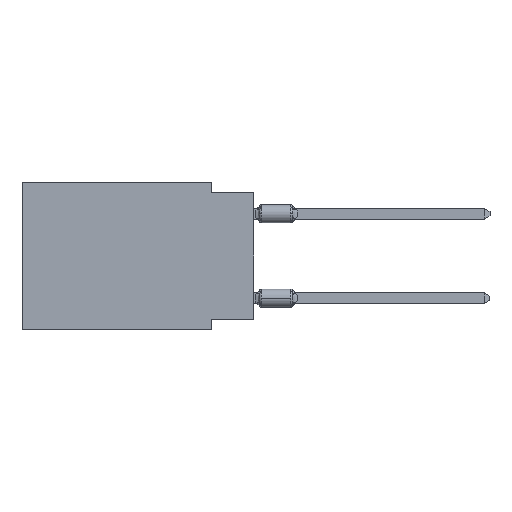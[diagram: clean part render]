
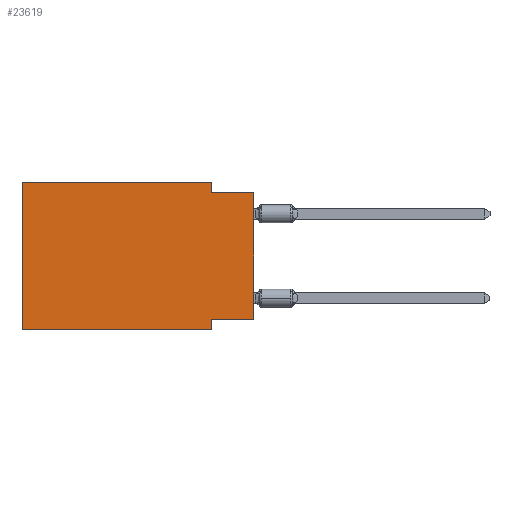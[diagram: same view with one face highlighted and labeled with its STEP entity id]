
A CAD part, left-side view. The second image highlights one B-rep face of the part: STEP entity #23619.
In plain terms, the highlighted planar face has unit normal (-1, 0, 0).
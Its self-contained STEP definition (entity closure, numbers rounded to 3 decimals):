
#525 = CARTESIAN_POINT ( 'NONE',  ( 0., 0., 0. ) ) ;
#540 = ORIENTED_EDGE ( 'NONE', *, *, #1764, .F. ) ;
#974 = ORIENTED_EDGE ( 'NONE', *, *, #7123, .T. ) ;
#1764 = EDGE_CURVE ( 'NONE', #14158, #20852, #12076, .T. ) ;
#1811 = LINE ( 'NONE', #14939, #20971 ) ;
#1940 = CARTESIAN_POINT ( 'NONE',  ( 0., 2.54, -0.635 ) ) ;
#2046 = CARTESIAN_POINT ( 'NONE',  ( 0., 2.54, -8.89 ) ) ;
#2945 = ORIENTED_EDGE ( 'NONE', *, *, #19984, .T. ) ;
#3101 = LINE ( 'NONE', #23251, #21728 ) ;
#3271 = CARTESIAN_POINT ( 'NONE',  ( 0., 2.54, 0. ) ) ;
#3470 = CARTESIAN_POINT ( 'NONE',  ( 0., 13.97, -8.89 ) ) ;
#3493 = PLANE ( 'NONE',  #8590 ) ;
#4918 = LINE ( 'NONE', #10571, #11137 ) ;
#5641 = ORIENTED_EDGE ( 'NONE', *, *, #23420, .F. ) ;
#6095 = EDGE_CURVE ( 'NONE', #19265, #8718, #3101, .T. ) ;
#6665 = CARTESIAN_POINT ( 'NONE',  ( 0., 0., -0.635 ) ) ;
#6734 = ORIENTED_EDGE ( 'NONE', *, *, #15257, .F. ) ;
#7123 = EDGE_CURVE ( 'NONE', #21263, #22516, #20004, .T. ) ;
#7381 = VECTOR ( 'NONE', #17626, 1000. ) ;
#8590 = AXIS2_PLACEMENT_3D ( 'NONE', #10974, #21803, #14545 ) ;
#8607 = VERTEX_POINT ( 'NONE', #3271 ) ;
#8718 = VERTEX_POINT ( 'NONE', #2046 ) ;
#9411 = CARTESIAN_POINT ( 'NONE',  ( 0., 0., -8.255 ) ) ;
#9571 = CARTESIAN_POINT ( 'NONE',  ( 0., 0., -0.635 ) ) ;
#10122 = CARTESIAN_POINT ( 'NONE',  ( 0., 13.97, 0. ) ) ;
#10497 = EDGE_CURVE ( 'NONE', #18470, #22516, #19572, .T. ) ;
#10571 = CARTESIAN_POINT ( 'NONE',  ( 0., 2.54, 0. ) ) ;
#10974 = CARTESIAN_POINT ( 'NONE',  ( 0., 13.97, 0. ) ) ;
#11137 = VECTOR ( 'NONE', #12396, 1000. ) ;
#11240 = LINE ( 'NONE', #9411, #20351 ) ;
#12076 = LINE ( 'NONE', #10122, #7381 ) ;
#12179 = DIRECTION ( 'NONE',  ( 0., 0., -1. ) ) ;
#12377 = ORIENTED_EDGE ( 'NONE', *, *, #21150, .F. ) ;
#12396 = DIRECTION ( 'NONE',  ( 0., 0., -1. ) ) ;
#12766 = VECTOR ( 'NONE', #13194, 1000. ) ;
#13194 = DIRECTION ( 'NONE',  ( 0., 0., 1. ) ) ;
#13440 = DIRECTION ( 'NONE',  ( 0., -1., 0. ) ) ;
#14157 = DIRECTION ( 'NONE',  ( 0., -1., 0. ) ) ;
#14158 = VERTEX_POINT ( 'NONE', #3470 ) ;
#14170 = CARTESIAN_POINT ( 'NONE',  ( 0., 13.97, 0. ) ) ;
#14183 = VECTOR ( 'NONE', #19588, 1000. ) ;
#14540 = ORIENTED_EDGE ( 'NONE', *, *, #6095, .F. ) ;
#14545 = DIRECTION ( 'NONE',  ( 0., 0., -1. ) ) ;
#14939 = CARTESIAN_POINT ( 'NONE',  ( 0., 13.97, -8.89 ) ) ;
#15257 = EDGE_CURVE ( 'NONE', #20852, #8607, #16265, .T. ) ;
#15296 = DIRECTION ( 'NONE',  ( 0., 1., 0. ) ) ;
#16265 = LINE ( 'NONE', #14170, #14183 ) ;
#16469 = VECTOR ( 'NONE', #14157, 1000. ) ;
#16526 = FACE_OUTER_BOUND ( 'NONE', #19803, .T. ) ;
#16731 = ORIENTED_EDGE ( 'NONE', *, *, #10497, .F. ) ;
#16737 = CARTESIAN_POINT ( 'NONE',  ( 0., 2.54, -8.255 ) ) ;
#17626 = DIRECTION ( 'NONE',  ( 0., 0., 1. ) ) ;
#18466 = CARTESIAN_POINT ( 'NONE',  ( 0., 13.97, 0. ) ) ;
#18470 = VERTEX_POINT ( 'NONE', #1940 ) ;
#18670 = CARTESIAN_POINT ( 'NONE',  ( 0., 0., -8.255 ) ) ;
#19265 = VERTEX_POINT ( 'NONE', #16737 ) ;
#19572 = LINE ( 'NONE', #6665, #16469 ) ;
#19588 = DIRECTION ( 'NONE',  ( 0., -1., 0. ) ) ;
#19803 = EDGE_LOOP ( 'NONE', ( #974, #16731, #12377, #6734, #540, #2945, #14540, #5641 ) ) ;
#19984 = EDGE_CURVE ( 'NONE', #14158, #8718, #1811, .T. ) ;
#20004 = LINE ( 'NONE', #525, #12766 ) ;
#20351 = VECTOR ( 'NONE', #15296, 1000. ) ;
#20852 = VERTEX_POINT ( 'NONE', #18466 ) ;
#20971 = VECTOR ( 'NONE', #13440, 1000. ) ;
#21150 = EDGE_CURVE ( 'NONE', #8607, #18470, #4918, .T. ) ;
#21263 = VERTEX_POINT ( 'NONE', #18670 ) ;
#21728 = VECTOR ( 'NONE', #12179, 1000. ) ;
#21803 = DIRECTION ( 'NONE',  ( 1., 0., 0. ) ) ;
#22516 = VERTEX_POINT ( 'NONE', #9571 ) ;
#23251 = CARTESIAN_POINT ( 'NONE',  ( 0., 2.54, -8.89 ) ) ;
#23420 = EDGE_CURVE ( 'NONE', #21263, #19265, #11240, .T. ) ;
#23619 = ADVANCED_FACE ( 'NONE', ( #16526 ), #3493, .F. ) ;
